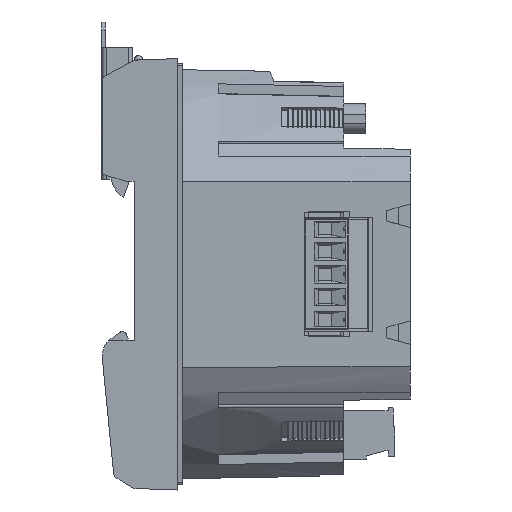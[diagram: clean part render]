
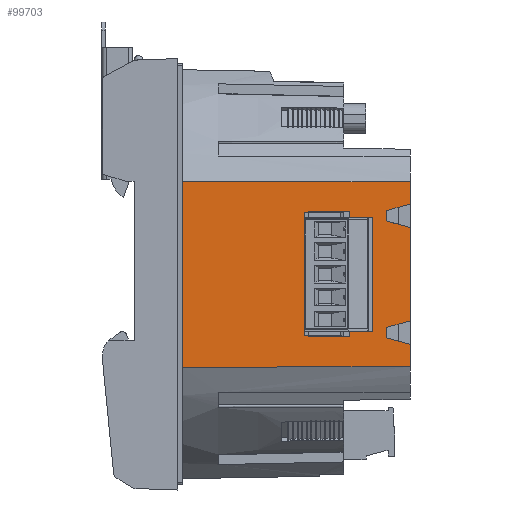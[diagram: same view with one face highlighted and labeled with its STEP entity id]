
A CAD part, left-side view. The second image highlights one B-rep face of the part: STEP entity #99703.
In plain terms, the highlighted planar face has unit normal (-1, -0.018, 0).
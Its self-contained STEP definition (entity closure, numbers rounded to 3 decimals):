
#3616=B_SPLINE_CURVE_WITH_KNOTS('',3,(#163207,#163208,#163209,#163210),
 .UNSPECIFIED.,.F.,.F.,(4,4),(0.,1.),.UNSPECIFIED.);
#3655=B_SPLINE_CURVE_WITH_KNOTS('',3,(#164430,#164431,#164432,#164433),
 .UNSPECIFIED.,.F.,.F.,(4,4),(0.,1.),.UNSPECIFIED.);
#4099=FACE_BOUND('',#14643,.T.);
#8937=FACE_OUTER_BOUND('',#14642,.T.);
#14642=EDGE_LOOP('',(#88334,#88335,#88336,#88337,#88338,#88339,#88340,#88341,
#88342,#88343,#88344,#88345));
#14643=EDGE_LOOP('',(#88346,#88347,#88348,#88349,#88350,#88351,#88352,#88353,
#88354,#88355,#88356,#88357));
#24759=LINE('',#162048,#36527);
#24771=LINE('',#162080,#36539);
#24775=LINE('',#162088,#36543);
#26159=LINE('',#166249,#37927);
#26160=LINE('',#166253,#37928);
#26161=LINE('',#166254,#37929);
#26162=LINE('',#166256,#37930);
#26163=LINE('',#166258,#37931);
#26164=LINE('',#166259,#37932);
#26165=LINE('',#166260,#37933);
#26166=LINE('',#166263,#37934);
#26167=LINE('',#166265,#37935);
#26168=LINE('',#166267,#37936);
#26169=LINE('',#166269,#37937);
#26170=LINE('',#166271,#37938);
#26171=LINE('',#166273,#37939);
#26172=LINE('',#166275,#37940);
#26173=LINE('',#166277,#37941);
#26174=LINE('',#166279,#37942);
#26175=LINE('',#166281,#37943);
#26176=LINE('',#166283,#37944);
#26177=LINE('',#166284,#37945);
#36527=VECTOR('',#129784,4.887);
#36539=VECTOR('',#129804,4.887);
#36543=VECTOR('',#129808,20.7);
#37927=VECTOR('',#132422,41.461);
#37928=VECTOR('',#132425,2.3);
#37929=VECTOR('',#132426,5.413);
#37930=VECTOR('',#132427,5.413);
#37931=VECTOR('',#132428,2.3);
#37932=VECTOR('',#132429,5.413);
#37933=VECTOR('',#132430,5.413);
#37934=VECTOR('',#132431,27.8);
#37935=VECTOR('',#132432,9.301);
#37936=VECTOR('',#132433,4.48);
#37937=VECTOR('',#132434,2.);
#37938=VECTOR('',#132435,2.);
#37939=VECTOR('',#132436,2.);
#37940=VECTOR('',#132437,14.84);
#37941=VECTOR('',#132438,2.);
#37942=VECTOR('',#132439,2.);
#37943=VECTOR('',#132440,2.);
#37944=VECTOR('',#132441,4.48);
#37945=VECTOR('',#132442,9.301);
#46271=VERTEX_POINT('',#162045);
#46272=VERTEX_POINT('',#162047);
#46287=VERTEX_POINT('',#162077);
#46288=VERTEX_POINT('',#162079);
#46291=VERTEX_POINT('',#162085);
#46292=VERTEX_POINT('',#162087);
#46696=VERTEX_POINT('',#163206);
#47108=VERTEX_POINT('',#164428);
#47559=VERTEX_POINT('',#166251);
#47560=VERTEX_POINT('',#166252);
#47561=VERTEX_POINT('',#166255);
#47562=VERTEX_POINT('',#166257);
#47563=VERTEX_POINT('',#166261);
#47564=VERTEX_POINT('',#166262);
#47565=VERTEX_POINT('',#166264);
#47566=VERTEX_POINT('',#166266);
#47567=VERTEX_POINT('',#166268);
#47568=VERTEX_POINT('',#166270);
#47569=VERTEX_POINT('',#166272);
#47570=VERTEX_POINT('',#166274);
#47571=VERTEX_POINT('',#166276);
#47572=VERTEX_POINT('',#166278);
#47573=VERTEX_POINT('',#166280);
#47574=VERTEX_POINT('',#166282);
#59630=EDGE_CURVE('',#46271,#46272,#24759,.T.);
#59646=EDGE_CURVE('',#46287,#46288,#24771,.T.);
#59650=EDGE_CURVE('',#46291,#46292,#24775,.T.);
#60132=EDGE_CURVE('',#46272,#46696,#3616,.T.);
#60661=EDGE_CURVE('',#46287,#47108,#3655,.T.);
#61325=EDGE_CURVE('',#47108,#46696,#26159,.T.);
#61326=EDGE_CURVE('',#47559,#47560,#26160,.T.);
#61327=EDGE_CURVE('',#47560,#46292,#26161,.T.);
#61328=EDGE_CURVE('',#46291,#47561,#26162,.T.);
#61329=EDGE_CURVE('',#47561,#47562,#26163,.T.);
#61330=EDGE_CURVE('',#47562,#46288,#26164,.T.);
#61331=EDGE_CURVE('',#46271,#47559,#26165,.T.);
#61332=EDGE_CURVE('',#47563,#47564,#26166,.T.);
#61333=EDGE_CURVE('',#47565,#47563,#26167,.T.);
#61334=EDGE_CURVE('',#47566,#47565,#26168,.T.);
#61335=EDGE_CURVE('',#47567,#47566,#26169,.T.);
#61336=EDGE_CURVE('',#47568,#47567,#26170,.T.);
#61337=EDGE_CURVE('',#47569,#47568,#26171,.T.);
#61338=EDGE_CURVE('',#47570,#47569,#26172,.T.);
#61339=EDGE_CURVE('',#47571,#47570,#26173,.T.);
#61340=EDGE_CURVE('',#47572,#47571,#26174,.T.);
#61341=EDGE_CURVE('',#47573,#47572,#26175,.T.);
#61342=EDGE_CURVE('',#47574,#47573,#26176,.T.);
#61343=EDGE_CURVE('',#47564,#47574,#26177,.T.);
#88334=ORIENTED_EDGE('',*,*,#61326,.T.);
#88335=ORIENTED_EDGE('',*,*,#61327,.T.);
#88336=ORIENTED_EDGE('',*,*,#59650,.F.);
#88337=ORIENTED_EDGE('',*,*,#61328,.T.);
#88338=ORIENTED_EDGE('',*,*,#61329,.T.);
#88339=ORIENTED_EDGE('',*,*,#61330,.T.);
#88340=ORIENTED_EDGE('',*,*,#59646,.F.);
#88341=ORIENTED_EDGE('',*,*,#60661,.T.);
#88342=ORIENTED_EDGE('',*,*,#61325,.T.);
#88343=ORIENTED_EDGE('',*,*,#60132,.F.);
#88344=ORIENTED_EDGE('',*,*,#59630,.F.);
#88345=ORIENTED_EDGE('',*,*,#61331,.T.);
#88346=ORIENTED_EDGE('',*,*,#61332,.F.);
#88347=ORIENTED_EDGE('',*,*,#61333,.F.);
#88348=ORIENTED_EDGE('',*,*,#61334,.F.);
#88349=ORIENTED_EDGE('',*,*,#61335,.F.);
#88350=ORIENTED_EDGE('',*,*,#61336,.F.);
#88351=ORIENTED_EDGE('',*,*,#61337,.F.);
#88352=ORIENTED_EDGE('',*,*,#61338,.F.);
#88353=ORIENTED_EDGE('',*,*,#61339,.F.);
#88354=ORIENTED_EDGE('',*,*,#61340,.F.);
#88355=ORIENTED_EDGE('',*,*,#61341,.F.);
#88356=ORIENTED_EDGE('',*,*,#61342,.F.);
#88357=ORIENTED_EDGE('',*,*,#61343,.F.);
#94477=PLANE('',#107260);
#99703=ADVANCED_FACE('',(#8937,#4099),#94477,.F.);
#107260=AXIS2_PLACEMENT_3D('',#166250,#132423,#132424);
#129784=DIRECTION('',(0.,0.,-1.));
#129804=DIRECTION('',(0.,0.,-1.));
#129808=DIRECTION('',(0.,0.,-1.));
#132422=DIRECTION('',(0.,0.,-1.));
#132423=DIRECTION('center_axis',(1.,0.017,0.));
#132424=DIRECTION('ref_axis',(0.,0.,-1.));
#132425=DIRECTION('',(0.,0.,1.));
#132426=DIRECTION('',(0.017,-0.961,0.277));
#132427=DIRECTION('',(-0.017,0.961,0.277));
#132428=DIRECTION('',(0.,0.,1.));
#132429=DIRECTION('',(0.017,-0.961,0.277));
#132430=DIRECTION('',(-0.017,0.961,0.277));
#132431=DIRECTION('',(0.,0.,-1.));
#132432=DIRECTION('',(-0.017,1.,0.));
#132433=DIRECTION('',(0.,0.,1.));
#132434=DIRECTION('',(-0.017,1.,0.));
#132435=DIRECTION('',(0.,0.,1.));
#132436=DIRECTION('',(0.017,-1.,0.));
#132437=DIRECTION('',(0.,0.,1.));
#132438=DIRECTION('',(-0.017,1.,0.));
#132439=DIRECTION('',(0.,0.,1.));
#132440=DIRECTION('',(0.017,-1.,0.));
#132441=DIRECTION('',(0.,0.,1.));
#132442=DIRECTION('',(0.017,-1.,0.));
#162045=CARTESIAN_POINT('',(-44.615,-50.7,-15.65));
#162047=CARTESIAN_POINT('',(-44.615,-50.7,-20.537));
#162048=CARTESIAN_POINT('',(-44.615,-50.7,-15.65));
#162077=CARTESIAN_POINT('',(-44.615,-50.7,20.537));
#162079=CARTESIAN_POINT('',(-44.615,-50.7,15.65));
#162080=CARTESIAN_POINT('',(-44.615,-50.7,20.537));
#162085=CARTESIAN_POINT('',(-44.615,-50.7,10.35));
#162087=CARTESIAN_POINT('',(-44.615,-50.7,-10.35));
#162088=CARTESIAN_POINT('',(-44.615,-50.7,10.35));
#163206=CARTESIAN_POINT('',(-45.5,0.,-20.73));
#163207=CARTESIAN_POINT('Ctrl Pts',(-44.615,-50.7,-20.537));
#163208=CARTESIAN_POINT('Ctrl Pts',(-44.91,-33.8,-20.602));
#163209=CARTESIAN_POINT('Ctrl Pts',(-45.205,-16.9,-20.666));
#163210=CARTESIAN_POINT('Ctrl Pts',(-45.5,0.,-20.73));
#164428=CARTESIAN_POINT('',(-45.5,0.,20.73));
#164430=CARTESIAN_POINT('Ctrl Pts',(-44.615,-50.7,20.537));
#164431=CARTESIAN_POINT('Ctrl Pts',(-44.91,-33.8,20.602));
#164432=CARTESIAN_POINT('Ctrl Pts',(-45.205,-16.9,20.666));
#164433=CARTESIAN_POINT('Ctrl Pts',(-45.5,0.,20.73));
#166249=CARTESIAN_POINT('',(-45.5,0.,20.73));
#166250=CARTESIAN_POINT('Origin',(-45.5,0.,48.367));
#166251=CARTESIAN_POINT('',(-44.706,-45.5,-14.15));
#166252=CARTESIAN_POINT('',(-44.706,-45.5,-11.85));
#166253=CARTESIAN_POINT('',(-44.706,-45.5,-14.15));
#166254=CARTESIAN_POINT('',(-44.706,-45.5,-11.85));
#166255=CARTESIAN_POINT('',(-44.706,-45.5,11.85));
#166256=CARTESIAN_POINT('',(-44.615,-50.7,10.35));
#166257=CARTESIAN_POINT('',(-44.706,-45.5,14.15));
#166258=CARTESIAN_POINT('',(-44.706,-45.5,11.85));
#166259=CARTESIAN_POINT('',(-44.706,-45.5,14.15));
#166260=CARTESIAN_POINT('',(-44.615,-50.7,-15.65));
#166261=CARTESIAN_POINT('',(-45.011,-28.,13.9));
#166262=CARTESIAN_POINT('',(-45.011,-28.,-13.9));
#166263=CARTESIAN_POINT('',(-45.011,-28.,13.9));
#166264=CARTESIAN_POINT('',(-44.849,-37.3,13.9));
#166265=CARTESIAN_POINT('',(-44.849,-37.3,13.9));
#166266=CARTESIAN_POINT('',(-44.849,-37.3,9.42));
#166267=CARTESIAN_POINT('',(-44.849,-37.3,9.42));
#166268=CARTESIAN_POINT('',(-44.814,-39.3,9.42));
#166269=CARTESIAN_POINT('',(-44.814,-39.3,9.42));
#166270=CARTESIAN_POINT('',(-44.814,-39.3,7.42));
#166271=CARTESIAN_POINT('',(-44.814,-39.3,7.42));
#166272=CARTESIAN_POINT('',(-44.849,-37.3,7.42));
#166273=CARTESIAN_POINT('',(-44.849,-37.3,7.42));
#166274=CARTESIAN_POINT('',(-44.849,-37.3,-7.42));
#166275=CARTESIAN_POINT('',(-44.849,-37.3,-7.42));
#166276=CARTESIAN_POINT('',(-44.814,-39.3,-7.42));
#166277=CARTESIAN_POINT('',(-44.814,-39.3,-7.42));
#166278=CARTESIAN_POINT('',(-44.814,-39.3,-9.42));
#166279=CARTESIAN_POINT('',(-44.814,-39.3,-9.42));
#166280=CARTESIAN_POINT('',(-44.849,-37.3,-9.42));
#166281=CARTESIAN_POINT('',(-44.849,-37.3,-9.42));
#166282=CARTESIAN_POINT('',(-44.849,-37.3,-13.9));
#166283=CARTESIAN_POINT('',(-44.849,-37.3,-13.9));
#166284=CARTESIAN_POINT('',(-45.011,-28.,-13.9));
